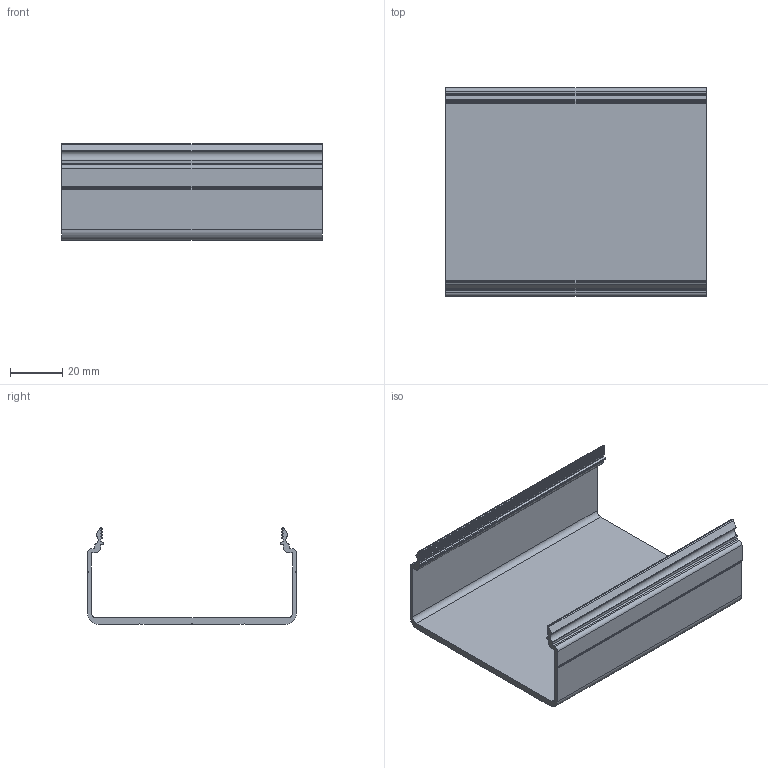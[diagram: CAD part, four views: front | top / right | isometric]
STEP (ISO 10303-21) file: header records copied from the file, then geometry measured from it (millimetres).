
FILE_DESCRIPTION(('STEP AP203'),'1');
FILE_NAME('SAFE00E3579.stp','2023-10-09T08:35:02',(' '),(' '),'Spatial InterOp 3D',' ',' ');
FILE_SCHEMA(('CONFIG_CONTROL_DESIGN'));
Length unit declared in the file: millimetre
Products named in the file (1): Goulotte U 80x40 D80 E
Bounding box: 100 x 80 x 37.01 mm (x, y, z)
Volume: 30060.6 mm3; surface area: 31973.2 mm2
Topology: 1 solids, 1 shells, 132 faces, 390 edges, 260 vertices
Faces by surface type: cylinder 67, plane 65
Entity records: 4576 total; most frequent: DIRECTION 790, CARTESIAN_POINT 783, ORIENTED_EDGE 780, EDGE_CURVE 390, AXIS2_PLACEMENT_3D 267, VERTEX_POINT 260, LINE 256, VECTOR 256
